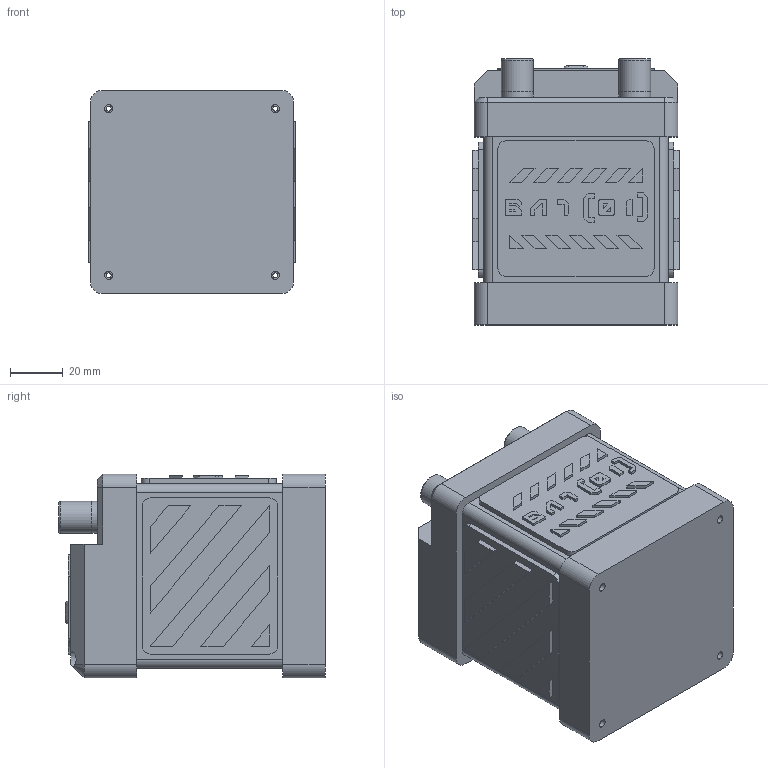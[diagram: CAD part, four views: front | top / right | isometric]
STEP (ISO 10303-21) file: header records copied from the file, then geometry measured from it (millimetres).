
FILE_DESCRIPTION(/* description */ (''),/* implementation_level */ '2;1');
FILE_NAME(/* name */ 'BATTERY BOX v11.step',/* time_stamp */ '2024-09-21T12:49:20+05:30',/* author */ (''),/* organization */ (''),/* preprocessor_version */ 'ST-DEVELOPER v20',/* originating_system */ 'Autodesk Translation Framework v13.20.0.188',/* authorisation */ '');
FILE_SCHEMA (('AUTOMOTIVE_DESIGN { 1 0 10303 214 3 1 1 }'));
Length unit declared in the file: millimetre
Products named in the file (14): BATTERY BOX; CONNECTORS; Component3(Mirror); Component3; Component2; CELLS; Component8; Component9; Component10; type c; pushButton1_5mm; Component13; Component14; Component15
Assembly tree (13 placements, depth 4):
  BATTERY BOX
    CONNECTORS
      Component3(Mirror)
      Component3
        Component2
    CELLS
    Component8
    Component9
    Component10
    type c
      pushButton1_5mm
    Component13
    Component14
    Component15
Bounding box: 78 x 100.67 x 77 mm (x, y, z)
Volume: 330662.4 mm3; surface area: 189325.3 mm2
Topology: 57 solids, 57 shells, 864 faces, 2116 edges, 1396 vertices
Faces by surface type: plane 646, cylinder 184, torus 12, bspline 12, cone 10
Full cylindrical faces by diameter (mm): 1 x4, 1.8 x8, 3 x16, 3.5 x1, 3.8 x4, 4 x6, 5.8 x4, 6 x2, 7 x4, 8 x4, 8.2 x4, 12 x4
Entity records: 26139 total; most frequent: CARTESIAN_POINT 4693, DIRECTION 4286, ORIENTED_EDGE 4232, EDGE_CURVE 2116, LINE 1652, VECTOR 1652, VERTEX_POINT 1396, AXIS2_PLACEMENT_3D 1317
